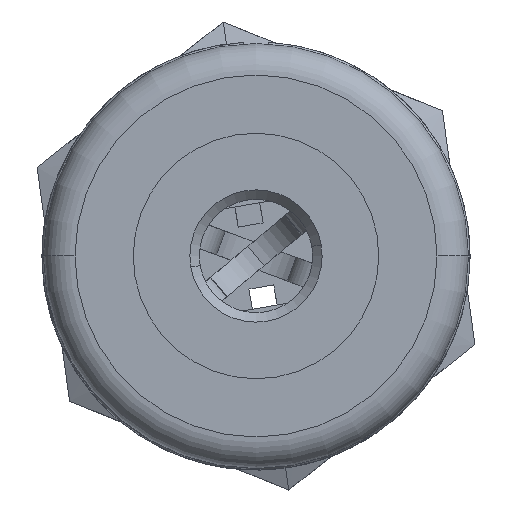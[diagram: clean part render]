
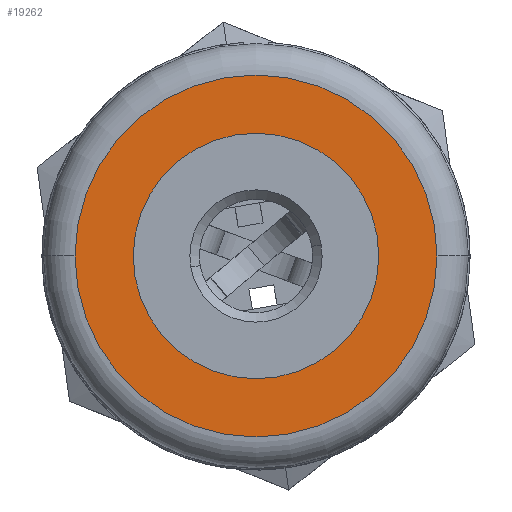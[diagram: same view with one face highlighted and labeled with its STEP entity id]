
A CAD part, left-side view. The second image highlights one B-rep face of the part: STEP entity #19262.
In plain terms, the highlighted planar face has unit normal (-1, 0, 0).
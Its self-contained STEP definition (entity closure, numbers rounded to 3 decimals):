
#292 = VERTEX_POINT ( 'NONE', #11543 ) ;
#849 = CARTESIAN_POINT ( 'NONE',  ( 0., 0., 0. ) ) ;
#1461 = AXIS2_PLACEMENT_3D ( 'NONE', #33820, #7247, #25090 ) ;
#1567 = CARTESIAN_POINT ( 'NONE',  ( 0., 0., 5.75 ) ) ;
#1648 = ORIENTED_EDGE ( 'NONE', *, *, #3364, .T. ) ;
#2898 = DIRECTION ( 'NONE',  ( 0., 0., -1. ) ) ;
#3364 = EDGE_CURVE ( 'NONE', #28552, #29003, #14622, .T. ) ;
#4076 = CIRCLE ( 'NONE', #15069, 3.75 ) ;
#4742 = FACE_BOUND ( 'NONE', #11156, .T. ) ;
#6388 = EDGE_CURVE ( 'NONE', #11760, #292, #4076, .T. ) ;
#6574 = DIRECTION ( 'NONE',  ( -1., 0., 0. ) ) ;
#7247 = DIRECTION ( 'NONE',  ( 1., 0., 0. ) ) ;
#7574 = CIRCLE ( 'NONE', #11407, 3.75 ) ;
#11156 = EDGE_LOOP ( 'NONE', ( #28271, #25401 ) ) ;
#11407 = AXIS2_PLACEMENT_3D ( 'NONE', #849, #6574, #21661 ) ;
#11543 = CARTESIAN_POINT ( 'NONE',  ( 0., 0., 3.75 ) ) ;
#11760 = VERTEX_POINT ( 'NONE', #28313 ) ;
#14622 = CIRCLE ( 'NONE', #20448, 5.75 ) ;
#14879 = DIRECTION ( 'NONE',  ( -1., 0., 0. ) ) ;
#14886 = EDGE_CURVE ( 'NONE', #292, #11760, #7574, .T. ) ;
#15069 = AXIS2_PLACEMENT_3D ( 'NONE', #25236, #19167, #22212 ) ;
#15375 = ORIENTED_EDGE ( 'NONE', *, *, #26848, .T. ) ;
#16441 = CIRCLE ( 'NONE', #30142, 5.75 ) ;
#16598 = FACE_OUTER_BOUND ( 'NONE', #28618, .T. ) ;
#19167 = DIRECTION ( 'NONE',  ( -1., 0., 0. ) ) ;
#19262 = ADVANCED_FACE ( 'NONE', ( #16598, #4742 ), #36375, .F. ) ;
#20448 = AXIS2_PLACEMENT_3D ( 'NONE', #26484, #14879, #2898 ) ;
#21661 = DIRECTION ( 'NONE',  ( 0., 0., 1. ) ) ;
#22212 = DIRECTION ( 'NONE',  ( 0., 0., 1. ) ) ;
#23443 = DIRECTION ( 'NONE',  ( -1., 0., 0. ) ) ;
#23575 = DIRECTION ( 'NONE',  ( 0., 0., -1. ) ) ;
#25090 = DIRECTION ( 'NONE',  ( 0., 0., -1. ) ) ;
#25236 = CARTESIAN_POINT ( 'NONE',  ( 0., 0., 0. ) ) ;
#25401 = ORIENTED_EDGE ( 'NONE', *, *, #6388, .F. ) ;
#26484 = CARTESIAN_POINT ( 'NONE',  ( 0., 0., 0. ) ) ;
#26848 = EDGE_CURVE ( 'NONE', #29003, #28552, #16441, .T. ) ;
#28271 = ORIENTED_EDGE ( 'NONE', *, *, #14886, .F. ) ;
#28313 = CARTESIAN_POINT ( 'NONE',  ( 0., 0., -3.75 ) ) ;
#28552 = VERTEX_POINT ( 'NONE', #31900 ) ;
#28618 = EDGE_LOOP ( 'NONE', ( #1648, #15375 ) ) ;
#29003 = VERTEX_POINT ( 'NONE', #1567 ) ;
#29225 = CARTESIAN_POINT ( 'NONE',  ( 0., 0., 0. ) ) ;
#30142 = AXIS2_PLACEMENT_3D ( 'NONE', #29225, #23443, #23575 ) ;
#31900 = CARTESIAN_POINT ( 'NONE',  ( 0., 0., -5.75 ) ) ;
#33820 = CARTESIAN_POINT ( 'NONE',  ( 0., 0., -6.75 ) ) ;
#36375 = PLANE ( 'NONE',  #1461 ) ;
